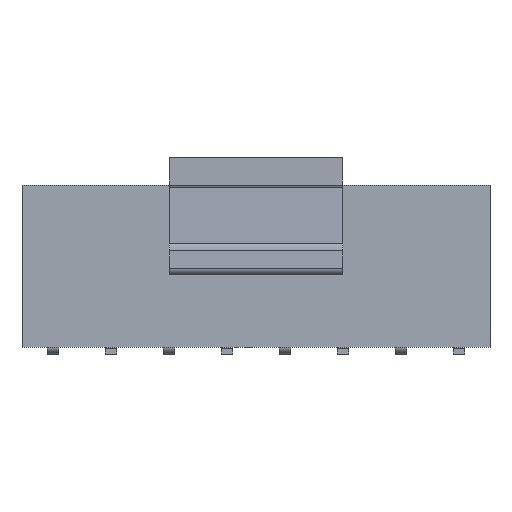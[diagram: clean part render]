
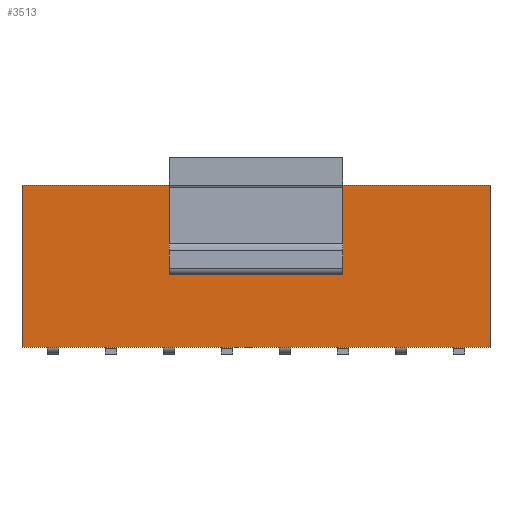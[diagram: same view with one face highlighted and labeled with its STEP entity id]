
A CAD part, top view. The second image highlights one B-rep face of the part: STEP entity #3513.
In plain terms, the highlighted planar face has unit normal (0, 0, 1).
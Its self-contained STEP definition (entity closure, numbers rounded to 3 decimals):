
#72=DIRECTION('',(-1.,0.,0.));
#73=VECTOR('',#72,20.48);
#74=CARTESIAN_POINT('',(15.32,7.1,1.25));
#75=LINE('',#74,#73);
#93=DIRECTION('',(-1.,0.,0.));
#94=VECTOR('',#93,20.48);
#95=CARTESIAN_POINT('',(15.32,0.,1.25));
#96=LINE('',#95,#94);
#100=DIRECTION('',(0.,-1.,0.));
#101=VECTOR('',#100,7.1);
#102=CARTESIAN_POINT('',(15.32,7.1,1.25));
#103=LINE('',#102,#101);
#240=DIRECTION('',(0.,-1.,0.));
#241=VECTOR('',#240,7.1);
#242=CARTESIAN_POINT('',(-5.16,7.1,1.25));
#243=LINE('',#242,#241);
#2905=CARTESIAN_POINT('',(15.32,7.1,1.25));
#2906=CARTESIAN_POINT('',(-5.16,7.1,1.25));
#2907=VERTEX_POINT('',#2905);
#2908=VERTEX_POINT('',#2906);
#2973=CARTESIAN_POINT('',(15.32,0.,1.25));
#2974=CARTESIAN_POINT('',(-5.16,0.,1.25));
#2975=VERTEX_POINT('',#2973);
#2976=VERTEX_POINT('',#2974);
#3499=CARTESIAN_POINT('',(-5.16,0.,1.25));
#3500=DIRECTION('',(0.,0.,1.));
#3501=DIRECTION('',(1.,0.,0.));
#3502=AXIS2_PLACEMENT_3D('',#3499,#3500,#3501);
#3503=PLANE('',#3502);
#3505=ORIENTED_EDGE('',*,*,#3504,.T.);
#3507=ORIENTED_EDGE('',*,*,#3506,.F.);
#3508=ORIENTED_EDGE('',*,*,#3409,.F.);
#3510=ORIENTED_EDGE('',*,*,#3509,.T.);
#3511=EDGE_LOOP('',(#3505,#3507,#3508,#3510));
#3512=FACE_OUTER_BOUND('',#3511,.F.);
#3409=EDGE_CURVE('',#2907,#2908,#75,.T.);
#3504=EDGE_CURVE('',#2975,#2976,#96,.T.);
#3506=EDGE_CURVE('',#2908,#2976,#243,.T.);
#3509=EDGE_CURVE('',#2907,#2975,#103,.T.);
#3513=ADVANCED_FACE('',(#3512),#3503,.T.);
